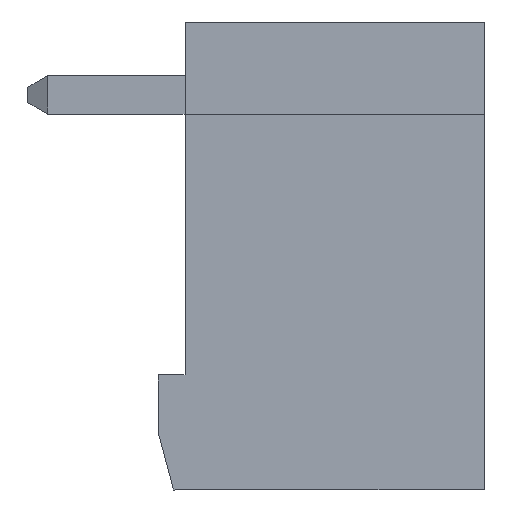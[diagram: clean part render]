
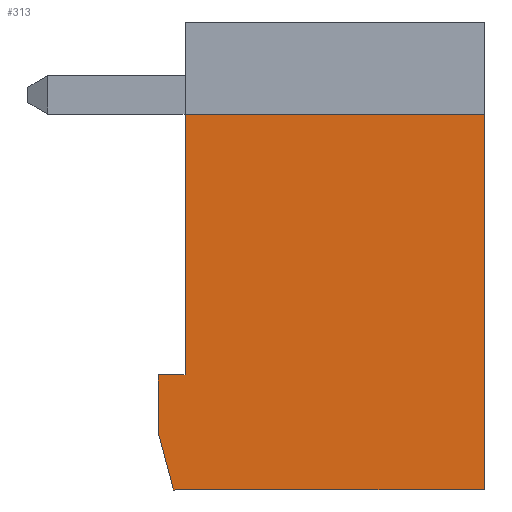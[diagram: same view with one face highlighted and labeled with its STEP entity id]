
A CAD part, front view. The second image highlights one B-rep face of the part: STEP entity #313.
In plain terms, the highlighted planar face has unit normal (0, -1, 0).
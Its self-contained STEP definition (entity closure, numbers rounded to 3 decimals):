
#313 = ADVANCED_FACE( '', ( #849 ), #850, .F. );
#849 = FACE_OUTER_BOUND( '', #1627, .T. );
#850 = PLANE( '', #1628 );
#1627 = EDGE_LOOP( '', ( #2520, #2521, #2522, #2523, #2524, #2525, #2526 ) );
#1628 = AXIS2_PLACEMENT_3D( '', #2527, #2528, #2529 );
#2520 = ORIENTED_EDGE( '', *, *, #4662, .F. );
#2521 = ORIENTED_EDGE( '', *, *, #4663, .F. );
#2522 = ORIENTED_EDGE( '', *, *, #4664, .F. );
#2523 = ORIENTED_EDGE( '', *, *, #4665, .F. );
#2524 = ORIENTED_EDGE( '', *, *, #4666, .F. );
#2525 = ORIENTED_EDGE( '', *, *, #4667, .F. );
#2526 = ORIENTED_EDGE( '', *, *, #4668, .F. );
#2527 = CARTESIAN_POINT( '', ( -40.699, 25.85, -9.8 ) );
#2528 = DIRECTION( '', ( 0., 1., 0. ) );
#2529 = DIRECTION( '', ( 0., 0., -1. ) );
#4662 = EDGE_CURVE( '', #5609, #5610, #5611, .T. );
#4663 = EDGE_CURVE( '', #5612, #5609, #5613, .T. );
#4664 = EDGE_CURVE( '', #5614, #5612, #5615, .T. );
#4665 = EDGE_CURVE( '', #5616, #5614, #5617, .T. );
#4666 = EDGE_CURVE( '', #5618, #5616, #5619, .T. );
#4667 = EDGE_CURVE( '', #5620, #5618, #5621, .T. );
#4668 = EDGE_CURVE( '', #5610, #5620, #5622, .T. );
#5609 = VERTEX_POINT( '', #6942 );
#5610 = VERTEX_POINT( '', #6943 );
#5611 = LINE( '', #6944, #6945 );
#5612 = VERTEX_POINT( '', #6946 );
#5613 = LINE( '', #6947, #6948 );
#5614 = VERTEX_POINT( '', #6949 );
#5615 = LINE( '', #6950, #6951 );
#5616 = VERTEX_POINT( '', #6952 );
#5617 = LINE( '', #6953, #6954 );
#5618 = VERTEX_POINT( '', #6955 );
#5619 = LINE( '', #6956, #6957 );
#5620 = VERTEX_POINT( '', #6958 );
#5621 = LINE( '', #6959, #6960 );
#5622 = LINE( '', #6961, #6962 );
#6942 = CARTESIAN_POINT( '', ( -40.299, 25.85, -9.8 ) );
#6943 = CARTESIAN_POINT( '', ( -40.699, 25.85, -8.307 ) );
#6944 = CARTESIAN_POINT( '', ( -40.699, 25.85, -8.307 ) );
#6945 = VECTOR( '', #8554, 1000. );
#6946 = CARTESIAN_POINT( '', ( -32.199, 25.85, -9.8 ) );
#6947 = CARTESIAN_POINT( '', ( -33.697, 25.85, -9.8 ) );
#6948 = VECTOR( '', #8555, 1000. );
#6949 = CARTESIAN_POINT( '', ( -32.199, 25.85, 0. ) );
#6950 = CARTESIAN_POINT( '', ( -32.199, 25.85, -9.8 ) );
#6951 = VECTOR( '', #8556, 1000. );
#6952 = CARTESIAN_POINT( '', ( -40., 25.85, 0. ) );
#6953 = CARTESIAN_POINT( '', ( -32.199, 25.85, 0. ) );
#6954 = VECTOR( '', #8557, 1000. );
#6955 = CARTESIAN_POINT( '', ( -40., 25.85, -6.8 ) );
#6956 = CARTESIAN_POINT( '', ( -40., 25.85, 0. ) );
#6957 = VECTOR( '', #8558, 1000. );
#6958 = CARTESIAN_POINT( '', ( -40.699, 25.85, -6.8 ) );
#6959 = CARTESIAN_POINT( '', ( -40.099, 25.85, -6.8 ) );
#6960 = VECTOR( '', #8559, 1000. );
#6961 = CARTESIAN_POINT( '', ( -40.699, 25.85, -6.8 ) );
#6962 = VECTOR( '', #8560, 1000. );
#8554 = DIRECTION( '', ( -0.259, 0., 0.966 ) );
#8555 = DIRECTION( '', ( -1., 0., 0. ) );
#8556 = DIRECTION( '', ( 0., 0., -1. ) );
#8557 = DIRECTION( '', ( 1., 0., 0. ) );
#8558 = DIRECTION( '', ( 0., 0., 1. ) );
#8559 = DIRECTION( '', ( 1., 0., 0. ) );
#8560 = DIRECTION( '', ( 0., 0., 1. ) );
